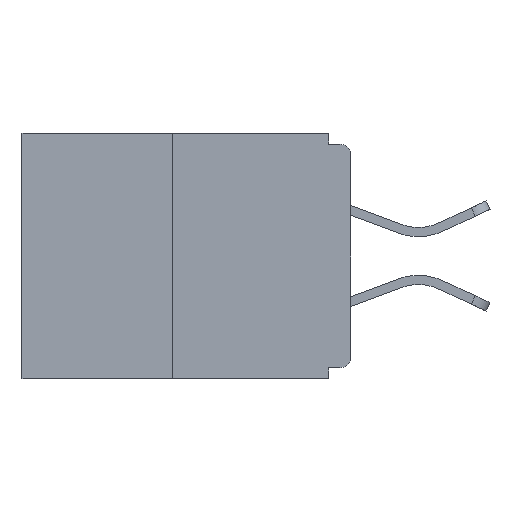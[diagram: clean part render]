
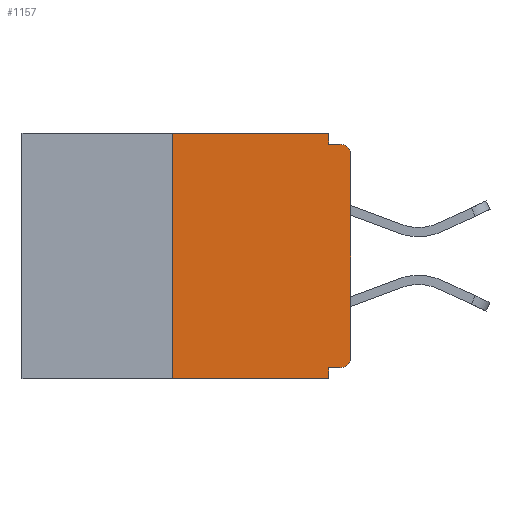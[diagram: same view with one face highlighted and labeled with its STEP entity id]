
A CAD part, left-side view. The second image highlights one B-rep face of the part: STEP entity #1157.
In plain terms, the highlighted planar face has unit normal (-1, 0, 0).
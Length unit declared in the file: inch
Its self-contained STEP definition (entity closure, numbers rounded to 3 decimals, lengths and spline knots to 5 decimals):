
#389 = CARTESIAN_POINT ( 'NONE',  ( 0., 0.015, -0.015 ) ) ;
#426 = DIRECTION ( 'NONE',  ( -1., 0., 0. ) ) ;
#548 = CARTESIAN_POINT ( 'NONE',  ( 0., 0.031, 0. ) ) ;
#1059 = DIRECTION ( 'NONE',  ( 0., 0., 1. ) ) ;
#1157 = ADVANCED_FACE ( 'NONE', ( #2920 ), #13956, .F. ) ;
#1448 = LINE ( 'NONE', #4113, #15594 ) ;
#1590 = CARTESIAN_POINT ( 'NONE',  ( 0., 0.031, -0.343 ) ) ;
#1740 = CARTESIAN_POINT ( 'NONE',  ( 0., 0.015, -0.03 ) ) ;
#2568 = CARTESIAN_POINT ( 'NONE',  ( 0., 0.015, -0.328 ) ) ;
#2920 = FACE_OUTER_BOUND ( 'NONE', #7556, .T. ) ;
#2927 = CARTESIAN_POINT ( 'NONE',  ( 0., 0., -0.015 ) ) ;
#2987 = VECTOR ( 'NONE', #4059, 39.37008 ) ;
#2995 = DIRECTION ( 'NONE',  ( 0., 0., -1. ) ) ;
#3061 = DIRECTION ( 'NONE',  ( -1., 0., 0. ) ) ;
#3681 = EDGE_CURVE ( 'NONE', #6493, #18101, #18405, .T. ) ;
#3863 = EDGE_CURVE ( 'NONE', #10437, #12172, #16999, .T. ) ;
#3969 = EDGE_CURVE ( 'NONE', #13026, #9504, #8196, .T. ) ;
#4059 = DIRECTION ( 'NONE',  ( 0., 0., -1. ) ) ;
#4113 = CARTESIAN_POINT ( 'NONE',  ( 0., 0., -0.328 ) ) ;
#4234 = DIRECTION ( 'NONE',  ( 0., -1., 0. ) ) ;
#4287 = CARTESIAN_POINT ( 'NONE',  ( 0., 0.031, -0.328 ) ) ;
#4352 = LINE ( 'NONE', #13676, #15954 ) ;
#4392 = ORIENTED_EDGE ( 'NONE', *, *, #3969, .F. ) ;
#4839 = ORIENTED_EDGE ( 'NONE', *, *, #7312, .F. ) ;
#5044 = LINE ( 'NONE', #18059, #12244 ) ;
#5102 = ORIENTED_EDGE ( 'NONE', *, *, #3863, .T. ) ;
#5182 = CARTESIAN_POINT ( 'NONE',  ( 0., 0.46, 0. ) ) ;
#5693 = EDGE_CURVE ( 'NONE', #9504, #18896, #13482, .T. ) ;
#6493 = VERTEX_POINT ( 'NONE', #9801 ) ;
#6511 = DIRECTION ( 'NONE',  ( 1., 0., 0. ) ) ;
#7071 = EDGE_CURVE ( 'NONE', #16976, #18101, #12740, .T. ) ;
#7264 = AXIS2_PLACEMENT_3D ( 'NONE', #10319, #3061, #2995 ) ;
#7312 = EDGE_CURVE ( 'NONE', #6493, #9804, #4352, .T. ) ;
#7556 = EDGE_LOOP ( 'NONE', ( #8074, #4839, #13496, #11701, #14237, #5102, #13556, #16714, #17975, #4392 ) ) ;
#7771 = LINE ( 'NONE', #10129, #8240 ) ;
#7834 = CARTESIAN_POINT ( 'NONE',  ( 0., 0.25, 0. ) ) ;
#8074 = ORIENTED_EDGE ( 'NONE', *, *, #11581, .F. ) ;
#8196 = LINE ( 'NONE', #18093, #14220 ) ;
#8240 = VECTOR ( 'NONE', #1059, 39.37008 ) ;
#9130 = DIRECTION ( 'NONE',  ( 0., -1., 0. ) ) ;
#9504 = VERTEX_POINT ( 'NONE', #13111 ) ;
#9801 = CARTESIAN_POINT ( 'NONE',  ( 0., 0.25, -0.343 ) ) ;
#9804 = VERTEX_POINT ( 'NONE', #7834 ) ;
#10129 = CARTESIAN_POINT ( 'NONE',  ( 0., 0., 0. ) ) ;
#10186 = DIRECTION ( 'NONE',  ( 0., 1., 0. ) ) ;
#10220 = CARTESIAN_POINT ( 'NONE',  ( 0., 0., -0.313 ) ) ;
#10319 = CARTESIAN_POINT ( 'NONE',  ( 0., 0.015, -0.313 ) ) ;
#10437 = VERTEX_POINT ( 'NONE', #2568 ) ;
#10818 = DIRECTION ( 'NONE',  ( 0., 0., -1. ) ) ;
#10867 = CARTESIAN_POINT ( 'NONE',  ( 0., 0., -0.03 ) ) ;
#11447 = CARTESIAN_POINT ( 'NONE',  ( 0., 0.031, -0.343 ) ) ;
#11581 = EDGE_CURVE ( 'NONE', #9804, #13026, #5044, .T. ) ;
#11636 = EDGE_CURVE ( 'NONE', #12429, #18896, #15246, .T. ) ;
#11701 = ORIENTED_EDGE ( 'NONE', *, *, #7071, .F. ) ;
#12172 = VERTEX_POINT ( 'NONE', #10220 ) ;
#12226 = DIRECTION ( 'NONE',  ( 0., -1., 0. ) ) ;
#12244 = VECTOR ( 'NONE', #12226, 39.37008 ) ;
#12258 = DIRECTION ( 'NONE',  ( 0., 0., -1. ) ) ;
#12429 = VERTEX_POINT ( 'NONE', #10867 ) ;
#12740 = LINE ( 'NONE', #11447, #2987 ) ;
#12763 = AXIS2_PLACEMENT_3D ( 'NONE', #5182, #6511, #18349 ) ;
#12996 = CARTESIAN_POINT ( 'NONE',  ( 0., 0.46, -0.343 ) ) ;
#13026 = VERTEX_POINT ( 'NONE', #548 ) ;
#13111 = CARTESIAN_POINT ( 'NONE',  ( 0., 0.031, -0.015 ) ) ;
#13482 = LINE ( 'NONE', #2927, #19031 ) ;
#13496 = ORIENTED_EDGE ( 'NONE', *, *, #3681, .T. ) ;
#13556 = ORIENTED_EDGE ( 'NONE', *, *, #14084, .T. ) ;
#13594 = AXIS2_PLACEMENT_3D ( 'NONE', #1740, #426, #10818 ) ;
#13676 = CARTESIAN_POINT ( 'NONE',  ( 0., 0.25, 0. ) ) ;
#13956 = PLANE ( 'NONE',  #12763 ) ;
#14084 = EDGE_CURVE ( 'NONE', #12172, #12429, #7771, .T. ) ;
#14220 = VECTOR ( 'NONE', #12258, 39.37008 ) ;
#14237 = ORIENTED_EDGE ( 'NONE', *, *, #15812, .F. ) ;
#15246 = CIRCLE ( 'NONE', #13594, 0.015 ) ;
#15594 = VECTOR ( 'NONE', #10186, 39.37008 ) ;
#15622 = VECTOR ( 'NONE', #4234, 39.37008 ) ;
#15638 = DIRECTION ( 'NONE',  ( 0., 0., 1. ) ) ;
#15812 = EDGE_CURVE ( 'NONE', #10437, #16976, #1448, .T. ) ;
#15954 = VECTOR ( 'NONE', #15638, 39.37008 ) ;
#16714 = ORIENTED_EDGE ( 'NONE', *, *, #11636, .T. ) ;
#16976 = VERTEX_POINT ( 'NONE', #4287 ) ;
#16999 = CIRCLE ( 'NONE', #7264, 0.015 ) ;
#17975 = ORIENTED_EDGE ( 'NONE', *, *, #5693, .F. ) ;
#18059 = CARTESIAN_POINT ( 'NONE',  ( 0., 0.46, 0. ) ) ;
#18093 = CARTESIAN_POINT ( 'NONE',  ( 0., 0.031, 0. ) ) ;
#18101 = VERTEX_POINT ( 'NONE', #1590 ) ;
#18349 = DIRECTION ( 'NONE',  ( 0., 0., -1. ) ) ;
#18405 = LINE ( 'NONE', #12996, #15622 ) ;
#18896 = VERTEX_POINT ( 'NONE', #389 ) ;
#19031 = VECTOR ( 'NONE', #9130, 39.37008 ) ;
